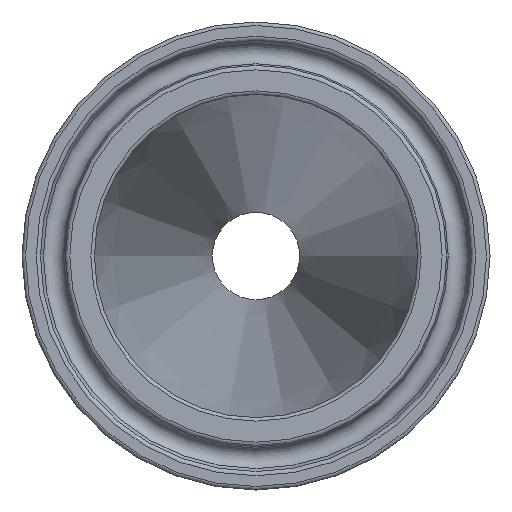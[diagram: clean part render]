
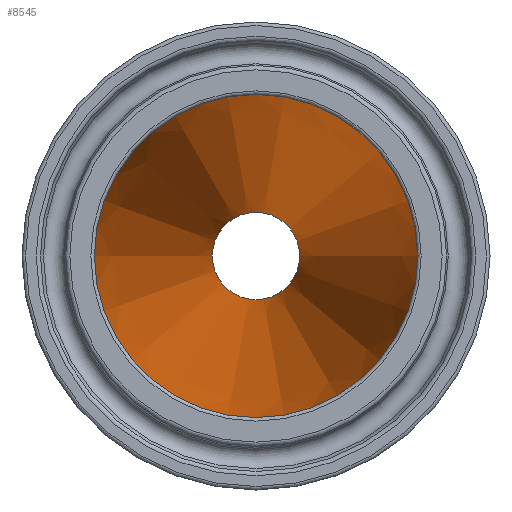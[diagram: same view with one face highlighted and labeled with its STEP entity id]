
A CAD part, left-side view. The second image highlights one B-rep face of the part: STEP entity #8545.
In plain terms, the highlighted conical face has half-angle 7.125 degrees and reference radius 11.049 mm.
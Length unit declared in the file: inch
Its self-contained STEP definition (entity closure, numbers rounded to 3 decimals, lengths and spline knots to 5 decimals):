
#162=FACE_BOUND('',#1603,.T.);
#1046=FACE_OUTER_BOUND('',#1602,.T.);
#1602=EDGE_LOOP('',(#7949));
#1603=EDGE_LOOP('',(#7950));
#2980=CIRCLE('',#9070,0.185);
#2981=CIRCLE('',#9072,0.685);
#4227=VERTEX_POINT('',#18532);
#4228=VERTEX_POINT('',#18535);
#5470=EDGE_CURVE('',#4227,#4227,#2980,.T.);
#5471=EDGE_CURVE('',#4228,#4228,#2981,.T.);
#7949=ORIENTED_EDGE('',*,*,#5471,.F.);
#7950=ORIENTED_EDGE('',*,*,#5470,.T.);
#8004=CONICAL_SURFACE('',#9071,0.435,7.125);
#8545=ADVANCED_FACE('',(#1046,#162),#8004,.F.);
#9070=AXIS2_PLACEMENT_3D('',#18533,#10699,#10700);
#9071=AXIS2_PLACEMENT_3D('',#18534,#10701,#10702);
#9072=AXIS2_PLACEMENT_3D('',#18536,#10703,#10704);
#10699=DIRECTION('center_axis',(1.,0.,0.));
#10700=DIRECTION('ref_axis',(0.,-1.,0.));
#10701=DIRECTION('center_axis',(-1.,0.,0.));
#10702=DIRECTION('ref_axis',(0.,-1.,0.));
#10703=DIRECTION('center_axis',(1.,0.,0.));
#10704=DIRECTION('ref_axis',(0.,-1.,0.));
#18532=CARTESIAN_POINT('',(4.,-0.185,0.));
#18533=CARTESIAN_POINT('Origin',(4.,0.,0.));
#18534=CARTESIAN_POINT('Origin',(2.,0.,0.));
#18535=CARTESIAN_POINT('',(0.,-0.685,0.));
#18536=CARTESIAN_POINT('Origin',(0.,0.,0.));
